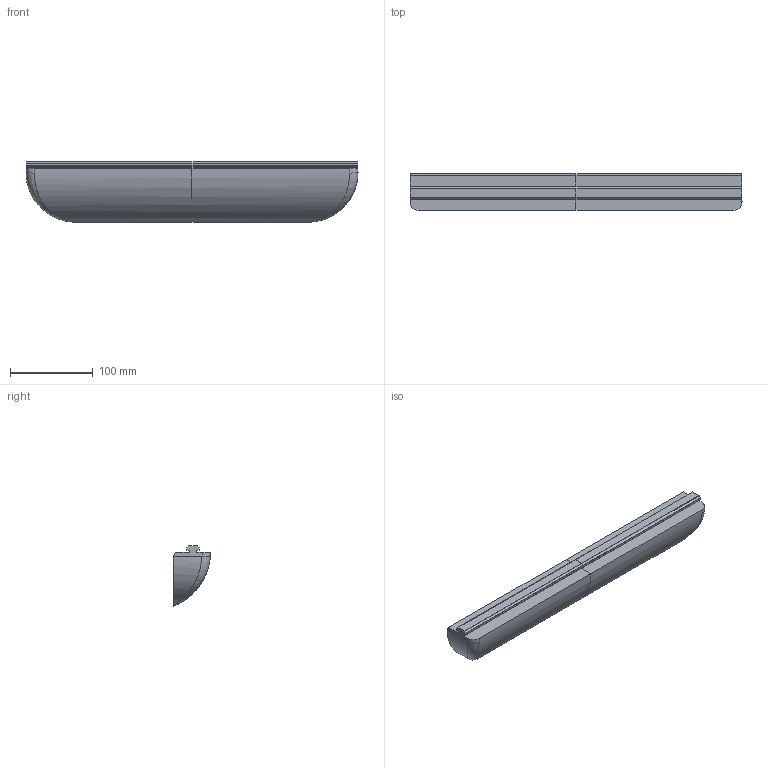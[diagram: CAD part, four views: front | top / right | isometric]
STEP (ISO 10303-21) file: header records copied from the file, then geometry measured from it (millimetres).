
FILE_DESCRIPTION(/* description */ (''),/* implementation_level */ '2;1');
FILE_NAME(/* name */ '',/* time_stamp */ '2025-10-17T21:25:27+03:00',/* author */ ('I9232'),/* organization */ (''),/* preprocessor_version */ 'ST-DEVELOPER v19.2',/* originating_system */ 'Autodesk Inventor 2023',/* authorisation */ '');
FILE_SCHEMA (('AUTOMOTIVE_DESIGN { 1 0 10303 214 3 1 1 }'));
Length unit declared in the file: millimetre
Products named in the file (1): Нижний край 
корпуса
Bounding box: 400 x 44.5 x 72.6 mm (x, y, z)
Volume: 841927.1 mm3; surface area: 95857.5 mm2
Topology: 2 solids, 2 shells, 88 faces, 238 edges, 156 vertices
Faces by surface type: plane 48, cylinder 34, bspline 4, torus 2
Full cylindrical faces by diameter (mm): 5.1 x4
Entity records: 2994 total; most frequent: CARTESIAN_POINT 697, DIRECTION 474, ORIENTED_EDGE 472, EDGE_CURVE 236, AXIS2_PLACEMENT_3D 161, VERTEX_POINT 156, LINE 152, VECTOR 152
